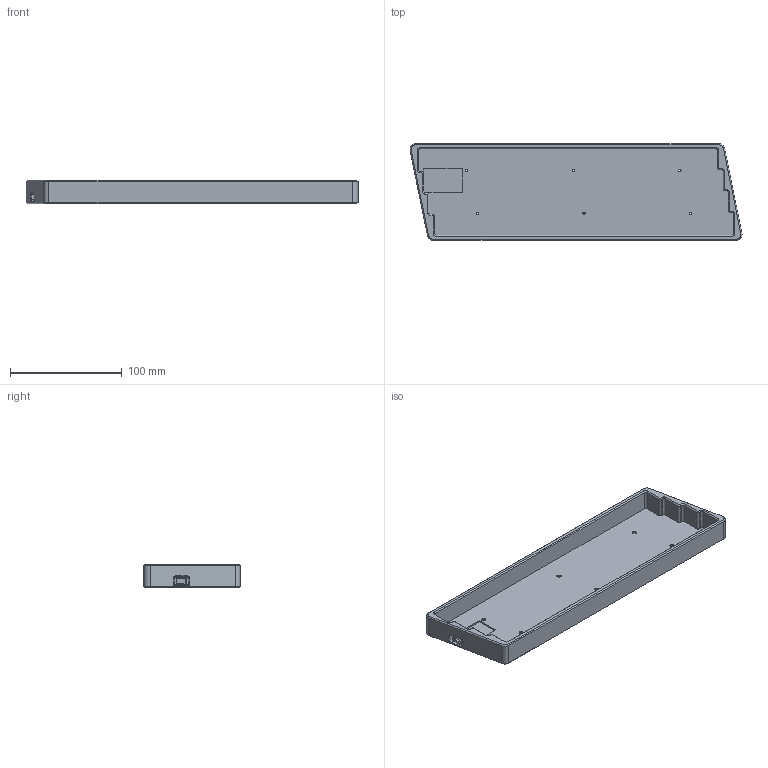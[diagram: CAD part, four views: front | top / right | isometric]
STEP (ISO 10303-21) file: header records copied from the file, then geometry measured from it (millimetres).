
FILE_DESCRIPTION(/* description */ (''),/* implementation_level */ '2;1');
FILE_NAME(/* name */ 'XLantCase.step',/* time_stamp */ '2020-05-08T09:45:01-04:00',/* author */ (''),/* organization */ (''),/* preprocessor_version */ 'ST-DEVELOPER v18.1',/* originating_system */ 'Autodesk Translation Framework v9.2.0.1227',/* authorisation */ '');
FILE_SCHEMA (('AUTOMOTIVE_DESIGN { 1 0 10303 214 3 1 1 }'));
Length unit declared in the file: millimetre
Products named in the file (1): Case
Bounding box: 296.74 x 86.2 x 21.15 mm (x, y, z)
Volume: 121900.9 mm3; surface area: 76265 mm2
Topology: 1 solids, 1 shells, 167 faces, 418 edges, 260 vertices
Faces by surface type: plane 75, cylinder 56, cone 24, torus 8, bspline 4
Full cylindrical faces by diameter (mm): 2 x6, 4 x6
Entity records: 5137 total; most frequent: CARTESIAN_POINT 952, DIRECTION 917, ORIENTED_EDGE 836, EDGE_CURVE 418, AXIS2_PLACEMENT_3D 335, VERTEX_POINT 260, LINE 247, VECTOR 247
